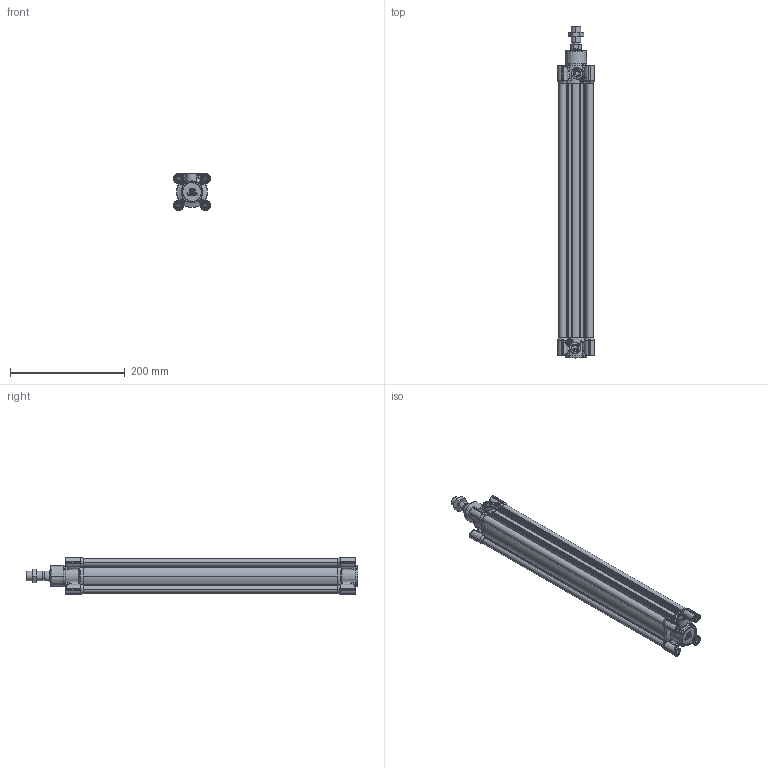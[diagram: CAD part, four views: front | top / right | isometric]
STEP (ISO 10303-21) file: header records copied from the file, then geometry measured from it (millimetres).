
FILE_DESCRIPTION (( 'STEP AP203' ), '1' );
FILE_NAME ('SADE0MA0500400.step', '2022-02-28T15:04:21', ( '' ), ( '' ), 'SwSTEP 2.0', 'SolidWorks 2021', '' );
FILE_SCHEMA (( 'CONFIG_CONTROL_DESIGN' ));
Length unit declared in the file: millimetre
Products named in the file (1): SADE0MA0500400
Bounding box: 65 x 579 x 65 mm (x, y, z)
Volume: 688779.3 mm3; surface area: 427962.9 mm2
Topology: 35 solids, 35 shells, 2587 faces, 6717 edges, 4229 vertices
Faces by surface type: cylinder 928, plane 664, cone 478, bspline 451, torus 66
Entity records: 109766 total; most frequent: CARTESIAN_POINT 49546, ORIENTED_EDGE 13320, DIRECTION 11858, EDGE_CURVE 6660, AXIS2_PLACEMENT_3D 4723, VERTEX_POINT 4229, EDGE_LOOP 2749, ADVANCED_FACE 2587
